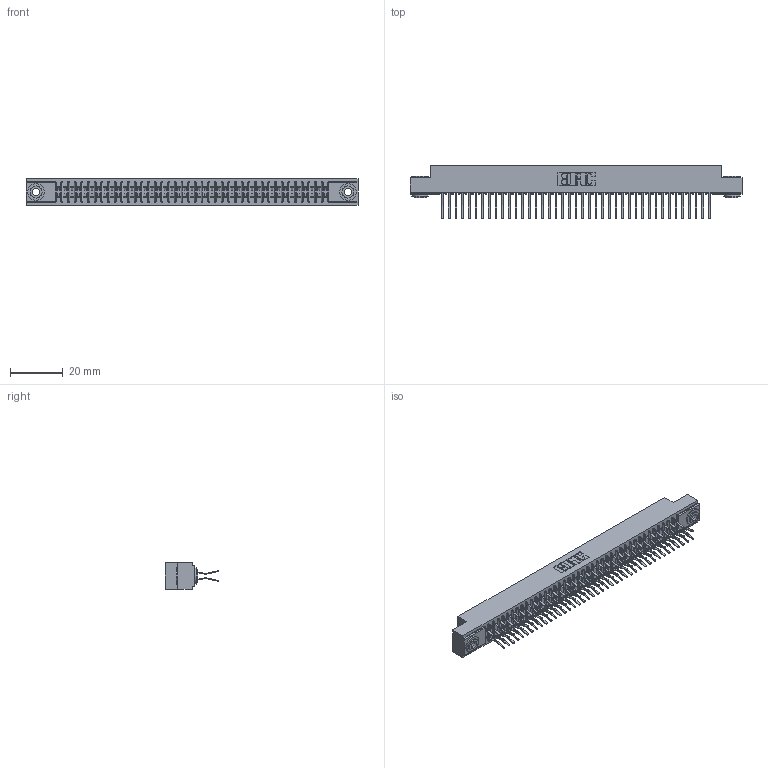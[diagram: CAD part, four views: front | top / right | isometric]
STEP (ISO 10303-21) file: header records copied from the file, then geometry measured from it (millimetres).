
FILE_DESCRIPTION (( 'STEP AP203' ), '1' );
FILE_NAME ('391-082-560-203.STEP', '2018-08-09T16:10:36', ( '' ), ( '' ), 'SwSTEP 2.0', 'SolidWorks 2016', '' );
FILE_SCHEMA (( 'CONFIG_CONTROL_DESIGN' ));
Length unit declared in the file: inch
Products named in the file (4): 391-082-560-203; 341 Part_.156 (3.96) Dia Mounting Holes; 341-292-001_341-292-160; 345-250-002_345-250-002-102
Assembly tree (85 placements, depth 2):
  391-082-560-203
    341 Part_.156 (3.96) Dia Mounting Holes
    341-292-001_341-292-160  x82
    345-250-002_345-250-002-102  x2
Bounding box: 126.36 x 20.37 x 10.16 mm (x, y, z)
Volume: 9413.3 mm3; surface area: 17529.4 mm2
Topology: 85 solids, 85 shells, 5908 faces, 17115 edges, 11102 vertices
Faces by surface type: plane 3372, cylinder 2364, sphere 84, torus 80, cone 8
Entity records: 50957 total; most frequent: CARTESIAN_POINT 8452, ORIENTED_EDGE 8390, DIRECTION 8223, EDGE_CURVE 4195, LINE 3373, VECTOR 3373, VERTEX_POINT 2654, AXIS2_PLACEMENT_3D 2425
